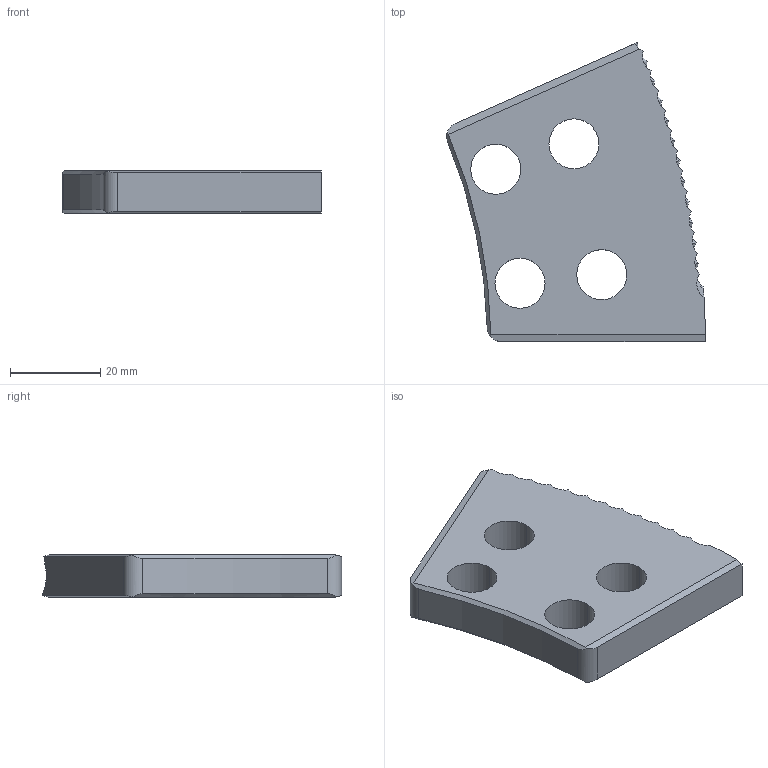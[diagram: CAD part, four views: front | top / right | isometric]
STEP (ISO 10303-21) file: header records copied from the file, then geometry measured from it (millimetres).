
FILE_DESCRIPTION (( 'STEP AP203' ), '1' );
FILE_NAME ('M7842-S.STEP', '2022-04-26T20:47:27', ( '' ), ( '' ), 'SwSTEP 2.0', 'SolidWorks 2020', '' );
FILE_SCHEMA (( 'CONFIG_CONTROL_DESIGN' ));
Length unit declared in the file: inch
Products named in the file (1): M7842-S
Bounding box: 57.45 x 66.45 x 9.49 mm (x, y, z)
Volume: 21800.1 mm3; surface area: 8040.2 mm2
Topology: 1 solids, 1 shells, 50 faces, 144 edges, 96 vertices
Faces by surface type: sphere 26, cylinder 12, plane 8, torus 2, cone 2
Entity records: 2214 total; most frequent: CARTESIAN_POINT 815, ORIENTED_EDGE 288, DIRECTION 285, EDGE_CURVE 144, AXIS2_PLACEMENT_3D 132, VERTEX_POINT 96, CIRCLE 81, EDGE_LOOP 58
